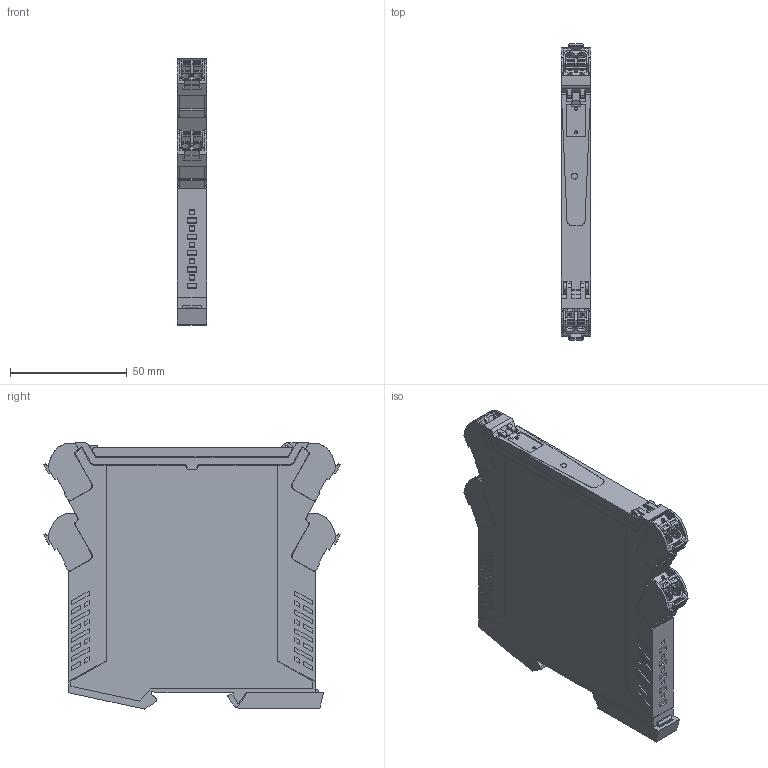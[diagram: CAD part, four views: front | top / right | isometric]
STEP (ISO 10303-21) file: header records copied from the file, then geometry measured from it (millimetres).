
FILE_DESCRIPTION(('CATIA V5 STEP Exchange','CAx-IF Rec.Pracs.--- Model Styling and Organization---1.4--- 2014-01-23'),'2;1');
FILE_NAME ('D1471323_0', '2021-01-22T09:35:45+00:00', ('none'), ('Weidmueller'), 'CATIA Version 5-6 Release 2016 SP3 HF44', 'CATIA V5 STEP AP214', 'none');
FILE_SCHEMA(('AUTOMOTIVE_DESIGN { 1 0 10303 214 1 1 1 1 }'));
Products named in the file (1): S3D_ACT20P_AI_AO_XXX_P
Bounding box: 12.5 x 127.16 x 114.02 mm (x, y, z)
Volume: 146456.1 mm3; surface area: 47879.2 mm2
Topology: 30 solids, 30 shells, 1748 faces, 5196 edges, 3596 vertices
Faces by surface type: plane 1363, cylinder 265, extrusion 52, cone 44, torus 16, sphere 8
Entity records: 59039 total; most frequent: CARTESIAN_POINT 13369, ORIENTED_EDGE 10380, DIRECTION 6925, EDGE_CURVE 5190, VECTOR 3823, LINE 3771, VERTEX_POINT 3596, AXIS2_PLACEMENT_3D 1897
